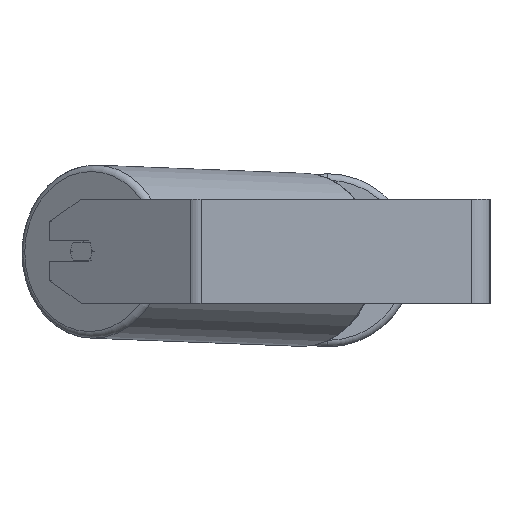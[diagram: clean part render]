
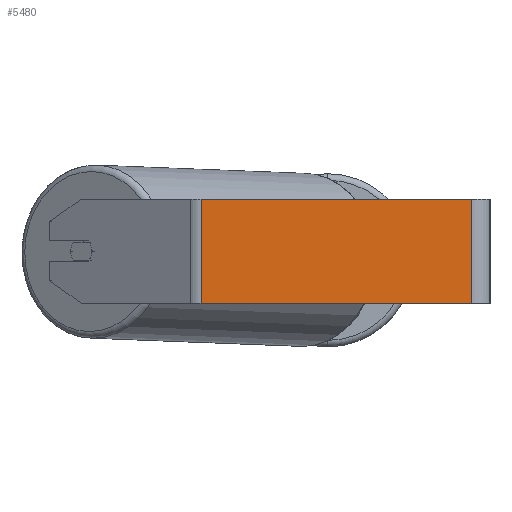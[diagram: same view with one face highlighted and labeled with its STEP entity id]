
A CAD part, left-side view. The second image highlights one B-rep face of the part: STEP entity #5480.
In plain terms, the highlighted planar face has unit normal (-1, 0, 0).
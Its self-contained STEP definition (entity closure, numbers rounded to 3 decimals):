
#20 = DIRECTION ( 'NONE',  ( 0., 0., -1. ) ) ;
#351 = DIRECTION ( 'NONE',  ( 0., 0., -1. ) ) ;
#502 = FACE_OUTER_BOUND ( 'NONE', #8195, .T. ) ;
#672 = LINE ( 'NONE', #5636, #7753 ) ;
#788 = CARTESIAN_POINT ( 'NONE',  ( -500., 221.86, -40. ) ) ;
#909 = LINE ( 'NONE', #2910, #8549 ) ;
#1106 = VERTEX_POINT ( 'NONE', #788 ) ;
#1172 = CARTESIAN_POINT ( 'NONE',  ( -500., 221.86, 40. ) ) ;
#1190 = LINE ( 'NONE', #7864, #5713 ) ;
#1871 = CARTESIAN_POINT ( 'NONE',  ( -500., 14., 40. ) ) ;
#2894 = ORIENTED_EDGE ( 'NONE', *, *, #8601, .F. ) ;
#2910 = CARTESIAN_POINT ( 'NONE',  ( -500., 226.274, -40. ) ) ;
#2998 = VERTEX_POINT ( 'NONE', #6893 ) ;
#3196 = VERTEX_POINT ( 'NONE', #4642 ) ;
#3869 = ORIENTED_EDGE ( 'NONE', *, *, #7261, .F. ) ;
#4236 = EDGE_CURVE ( 'NONE', #1106, #2998, #909, .T. ) ;
#4386 = EDGE_CURVE ( 'NONE', #3196, #1106, #8670, .T. ) ;
#4590 = CARTESIAN_POINT ( 'NONE',  ( -500., 226.274, 40. ) ) ;
#4642 = CARTESIAN_POINT ( 'NONE',  ( -500., 221.86, 40. ) ) ;
#4648 = DIRECTION ( 'NONE',  ( 0., 0., -1. ) ) ;
#4667 = VERTEX_POINT ( 'NONE', #1871 ) ;
#4967 = DIRECTION ( 'NONE',  ( 0., -1., 0. ) ) ;
#4977 = DIRECTION ( 'NONE',  ( 0., -1., 0. ) ) ;
#5397 = ORIENTED_EDGE ( 'NONE', *, *, #4386, .T. ) ;
#5436 = DIRECTION ( 'NONE',  ( 1., 0., 0. ) ) ;
#5480 = ADVANCED_FACE ( 'NONE', ( #502 ), #7280, .F. ) ;
#5622 = AXIS2_PLACEMENT_3D ( 'NONE', #4590, #5436, #20 ) ;
#5636 = CARTESIAN_POINT ( 'NONE',  ( -500., 226.274, 40. ) ) ;
#5713 = VECTOR ( 'NONE', #351, 1000. ) ;
#6286 = ORIENTED_EDGE ( 'NONE', *, *, #4236, .T. ) ;
#6893 = CARTESIAN_POINT ( 'NONE',  ( -500., 14., -40. ) ) ;
#7261 = EDGE_CURVE ( 'NONE', #3196, #4667, #672, .T. ) ;
#7280 = PLANE ( 'NONE',  #5622 ) ;
#7687 = VECTOR ( 'NONE', #4648, 1000. ) ;
#7753 = VECTOR ( 'NONE', #4977, 1000. ) ;
#7864 = CARTESIAN_POINT ( 'NONE',  ( -500., 14., 40. ) ) ;
#8195 = EDGE_LOOP ( 'NONE', ( #6286, #2894, #3869, #5397 ) ) ;
#8549 = VECTOR ( 'NONE', #4967, 1000. ) ;
#8601 = EDGE_CURVE ( 'NONE', #4667, #2998, #1190, .T. ) ;
#8670 = LINE ( 'NONE', #1172, #7687 ) ;
